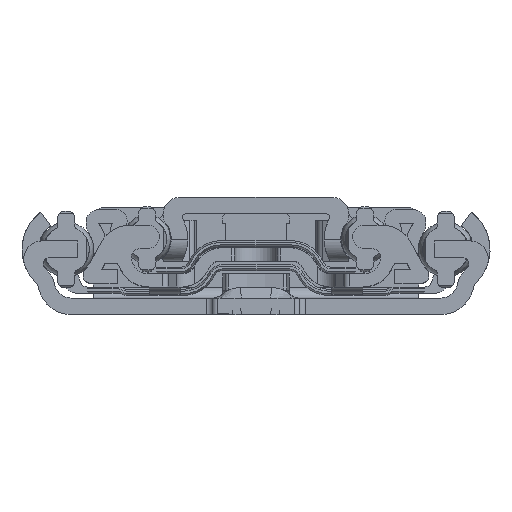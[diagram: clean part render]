
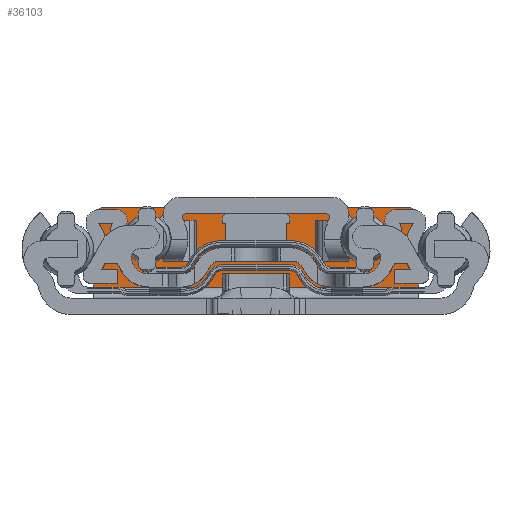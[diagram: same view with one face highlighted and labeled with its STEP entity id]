
A CAD part, front view. The second image highlights one B-rep face of the part: STEP entity #36103.
In plain terms, the highlighted planar face has unit normal (0, -1, 0).
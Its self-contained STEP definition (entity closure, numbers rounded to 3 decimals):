
#772=PLANE('',#38272);
#1619=FACE_OUTER_BOUND('',#3689,.T.);
#3689=EDGE_LOOP('',(#24126,#24127,#24128,#24129,#24130,#24131));
#5814=CIRCLE('',#38273,2.);
#5815=CIRCLE('',#38274,2.);
#7584=LINE('',#53705,#10558);
#7625=LINE('',#53833,#10599);
#7627=LINE('',#53839,#10601);
#7628=LINE('',#53842,#10602);
#10558=VECTOR('',#42516,53.);
#10599=VECTOR('',#42677,11.);
#10601=VECTOR('',#42683,49.);
#10602=VECTOR('',#42686,11.);
#14375=VERTEX_POINT('',#53702);
#14376=VERTEX_POINT('',#53704);
#14402=VERTEX_POINT('',#53830);
#14404=VERTEX_POINT('',#53836);
#14405=VERTEX_POINT('',#53838);
#14406=VERTEX_POINT('',#53840);
#18112=EDGE_CURVE('',#14376,#14375,#7584,.T.);
#18176=EDGE_CURVE('',#14375,#14402,#7625,.T.);
#18178=EDGE_CURVE('',#14404,#14402,#5814,.T.);
#18179=EDGE_CURVE('',#14405,#14404,#7627,.T.);
#18180=EDGE_CURVE('',#14406,#14405,#5815,.T.);
#18181=EDGE_CURVE('',#14406,#14376,#7628,.T.);
#24126=ORIENTED_EDGE('',*,*,#18178,.F.);
#24127=ORIENTED_EDGE('',*,*,#18179,.F.);
#24128=ORIENTED_EDGE('',*,*,#18180,.F.);
#24129=ORIENTED_EDGE('',*,*,#18181,.T.);
#24130=ORIENTED_EDGE('',*,*,#18112,.T.);
#24131=ORIENTED_EDGE('',*,*,#18176,.T.);
#36103=ADVANCED_FACE('',(#1619),#772,.T.);
#38272=AXIS2_PLACEMENT_3D('',#53835,#42679,#42680);
#38273=AXIS2_PLACEMENT_3D('',#53837,#42681,#42682);
#38274=AXIS2_PLACEMENT_3D('',#53841,#42684,#42685);
#42516=DIRECTION('',(1.,0.,0.));
#42677=DIRECTION('',(0.,0.,1.));
#42679=DIRECTION('center_axis',(0.,-1.,0.));
#42680=DIRECTION('ref_axis',(0.,0.,-1.));
#42681=DIRECTION('center_axis',(0.,1.,0.));
#42682=DIRECTION('ref_axis',(0.707,0.,0.707));
#42683=DIRECTION('',(1.,0.,0.));
#42684=DIRECTION('center_axis',(0.,1.,0.));
#42685=DIRECTION('ref_axis',(-0.707,0.,0.707));
#42686=DIRECTION('',(0.,0.,-1.));
#53702=CARTESIAN_POINT('',(26.5,497.3,4.5));
#53704=CARTESIAN_POINT('',(-26.5,497.3,4.5));
#53705=CARTESIAN_POINT('',(0.,497.3,4.5));
#53830=CARTESIAN_POINT('',(26.5,497.3,15.5));
#53833=CARTESIAN_POINT('',(26.5,497.3,17.5));
#53835=CARTESIAN_POINT('Origin',(0.,497.3,4.5));
#53836=CARTESIAN_POINT('',(24.5,497.3,17.5));
#53837=CARTESIAN_POINT('Origin',(24.5,497.3,15.5));
#53838=CARTESIAN_POINT('',(-24.5,497.3,17.5));
#53839=CARTESIAN_POINT('',(0.,497.3,17.5));
#53840=CARTESIAN_POINT('',(-26.5,497.3,15.5));
#53841=CARTESIAN_POINT('Origin',(-24.5,497.3,15.5));
#53842=CARTESIAN_POINT('',(-26.5,497.3,17.5));
